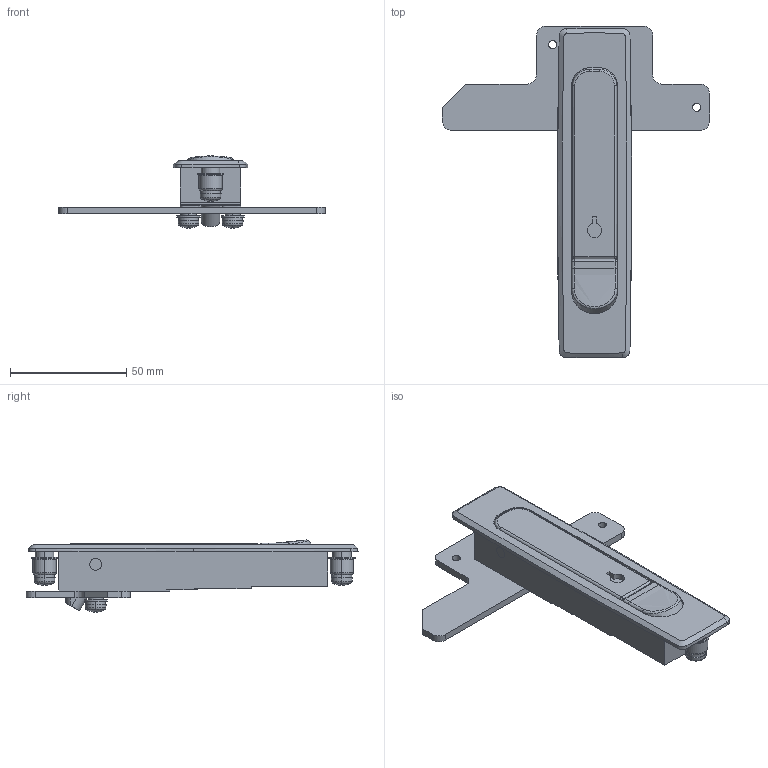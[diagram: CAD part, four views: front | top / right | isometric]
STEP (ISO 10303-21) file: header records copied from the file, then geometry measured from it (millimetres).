
FILE_DESCRIPTION (( 'STEP AP203' ), '1' );
FILE_NAME ('A-1240-B-1-1.STEP', '2021-04-08T05:12:50', ( '' ), ( '' ), 'SwSTEP 2.0', 'SolidWorks 2018', '' );
FILE_SCHEMA (( 'CONFIG_CONTROL_DESIGN' ));
Length unit declared in the file: millimetre
Products named in the file (11): A-1240-B-1-1__button_; A-1240-B-1-1_handle_; A-1240-B-1-1_button shaft_; A-1240-B-1-1_washer_; A-1240-B-1-1_back cover_; A-1240-B-1-1; A-1240-B-1-1_clasp_; A-1240-B-1-1_small screw with cross hole__M5x6十字穴付なべ小ねじ(SUS)SWシングルセムス(P2); A-1240-B-1-1_handle shaft_; A-1240-B-1-1_small screw with cross hole__M5x8十字穴付なべ小ねじ(SUS)ダブルセムス(P3); A-1240-B-1-1_body_
Assembly tree (13 placements, depth 2):
  A-1240-B-1-1
    A-1240-B-1-1_body_
    A-1240-B-1-1_handle_
    A-1240-B-1-1__button_
    A-1240-B-1-1_handle shaft_
    A-1240-B-1-1_back cover_
    A-1240-B-1-1_button shaft_
    A-1240-B-1-1_clasp_
    A-1240-B-1-1_small screw with cross hole__M5x8十字穴付なべ小ねじ(SUS)ダブルセムス(P3)  x2
    A-1240-B-1-1_washer_  x2
    A-1240-B-1-1_small screw with cross hole__M5x6十字穴付なべ小ねじ(SUS)SWシングルセムス(P2)  x2
Bounding box: 115 x 142.98 x 31.04 mm (x, y, z)
Volume: 53253.2 mm3; surface area: 39218.5 mm2
Topology: 13 solids, 13 shells, 482 faces, 1249 edges, 807 vertices
Faces by surface type: plane 227, cylinder 179, torus 26, bspline 18, sphere 16, cone 16
Entity records: 14387 total; most frequent: CARTESIAN_POINT 3775, DIRECTION 1995, ORIENTED_EDGE 1958, EDGE_CURVE 979, AXIS2_PLACEMENT_3D 727, VERTEX_POINT 635, VECTOR 541, LINE 541
